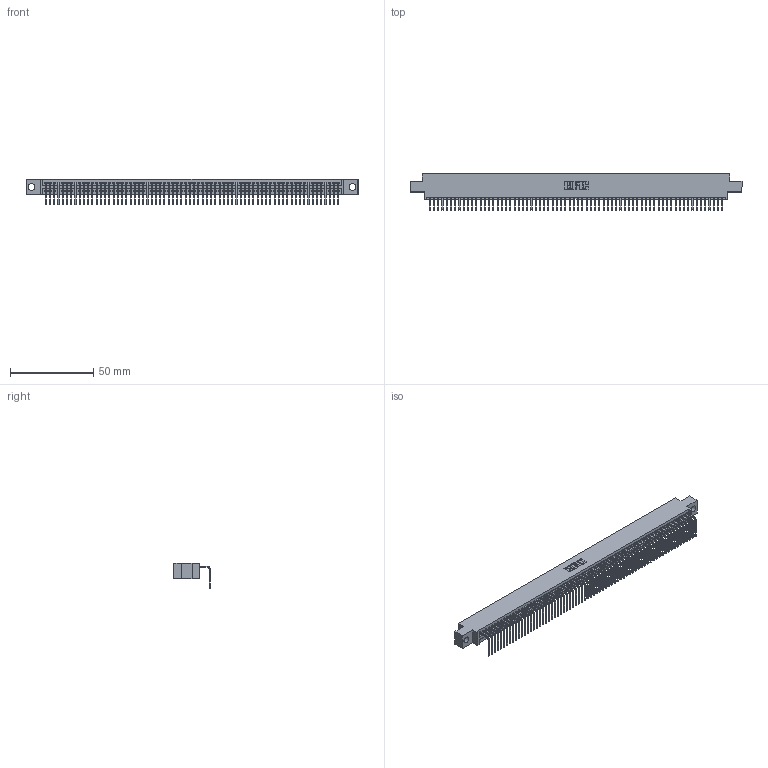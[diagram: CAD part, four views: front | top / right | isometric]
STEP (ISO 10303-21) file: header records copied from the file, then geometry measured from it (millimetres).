
FILE_DESCRIPTION (( 'STEP AP203' ), '1' );
FILE_NAME ('395-070-558-604.STEP', '2021-06-11T20:14:57', ( '' ), ( '' ), 'SwSTEP 2.0', 'SolidWorks 2020', '' );
FILE_SCHEMA (( 'CONFIG_CONTROL_DESIGN' ));
Length unit declared in the file: inch
Products named in the file (3): 395-070-558-604; 345-292-001_558 Tail - 2; 345 Part_0.170 Offset - 0.156 Dia-TI
Assembly tree (71 placements, depth 2):
  395-070-558-604
    345 Part_0.170 Offset - 0.156 Dia-TI
    345-292-001_558 Tail - 2  x70
Bounding box: 199.01 x 21.83 x 15.37 mm (x, y, z)
Volume: 19145.3 mm3; surface area: 27162.4 mm2
Topology: 71 solids, 71 shells, 4344 faces, 13129 edges, 8658 vertices
Faces by surface type: plane 3038, cylinder 1306
Entity records: 49549 total; most frequent: ORIENTED_EDGE 8594, CARTESIAN_POINT 8592, DIRECTION 7461, EDGE_CURVE 4297, VECTOR 3885, LINE 3885, VERTEX_POINT 2862, AXIS2_PLACEMENT_3D 1788
